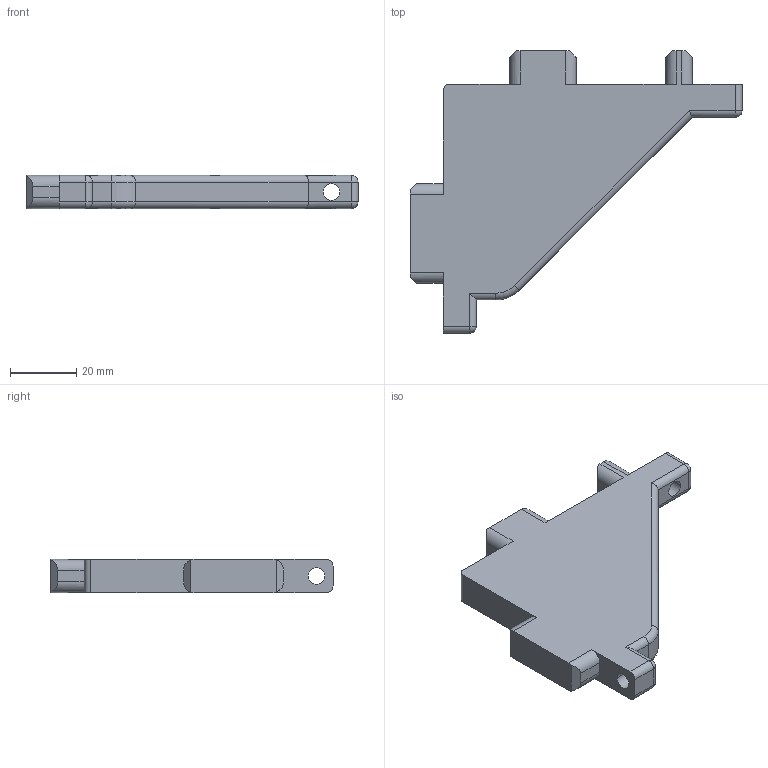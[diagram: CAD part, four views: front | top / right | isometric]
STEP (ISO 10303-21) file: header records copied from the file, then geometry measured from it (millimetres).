
FILE_DESCRIPTION((''),'2;1');
FILE_NAME('OBMP-TCU-1120','2023-10-09T17:05:49',('ccha425'),('Department of Mechanical Engineering, The University of Auckland'),'CREO PARAMETRIC BY PTC INC, 2017260','CREO PARAMETRIC BY PTC INC, 2017260','');
FILE_SCHEMA(('CONFIG_CONTROL_DESIGN'));
Length unit declared in the file: millimetre
Products named in the file (1): OBMP-TCU-1120
Bounding box: 100 x 85 x 10 mm (x, y, z)
Volume: 34617.3 mm3; surface area: 12417.2 mm2
Topology: 1 solids, 1 shells, 79 faces, 202 edges, 126 vertices
Faces by surface type: cylinder 38, plane 32, torus 5, sphere 4
Entity records: 2477 total; most frequent: CARTESIAN_POINT 489, DIRECTION 417, ORIENTED_EDGE 404, EDGE_CURVE 202, AXIS2_PLACEMENT_3D 152, VERTEX_POINT 126, VECTOR 113, LINE 113
